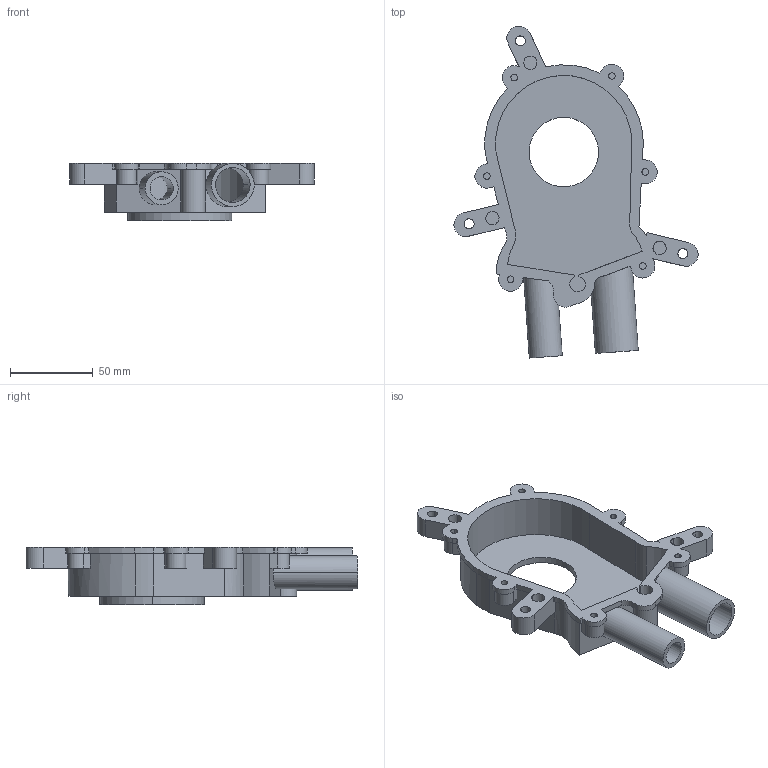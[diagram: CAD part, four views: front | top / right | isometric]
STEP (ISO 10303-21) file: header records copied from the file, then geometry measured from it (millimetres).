
FILE_DESCRIPTION( ( '' ), ' ' );
FILE_NAME( 'pumpHousing.stp', '2004-04-13T21:07:11', ( 'Tim Olson' ), ( 'CADSoft Solutions Inc' ), ' ', 'ACIS 12.0', ' ' );
FILE_SCHEMA( ( 'automotive_design' ) );
Length unit declared in the file: inch
Products named in the file (1): ACIS Solid_24
Bounding box: 147.71 x 200.88 x 34.5 mm (x, y, z)
Volume: 112067.2 mm3; surface area: 64197.5 mm2
Topology: 1 solids, 1 shells, 160 faces, 434 edges, 289 vertices
Faces by surface type: cylinder 81, plane 79
Entity records: 10055 total; most frequent: DIRECTION 930, CARTESIAN_POINT 893, STYLED_ITEM 884, PRESENTATION_STYLE_ASSIGNMENT 884, COLOUR_RGB 884, ORIENTED_EDGE 868, EDGE_CURVE 434, CURVE_STYLE 434
